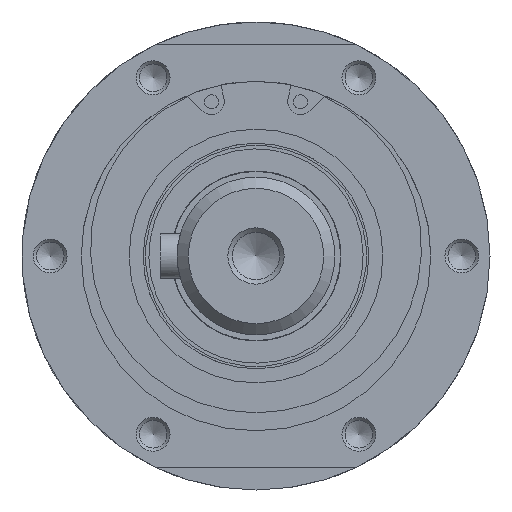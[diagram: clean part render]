
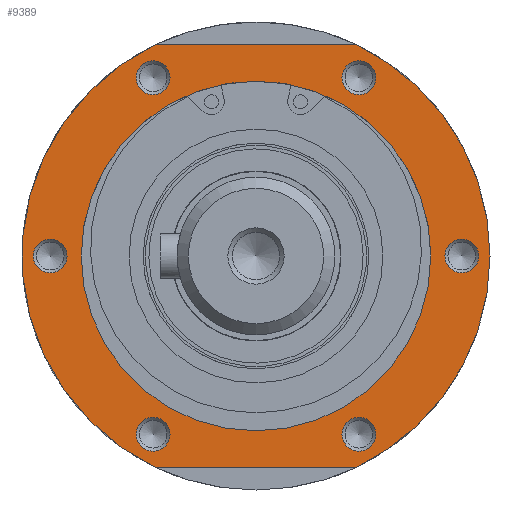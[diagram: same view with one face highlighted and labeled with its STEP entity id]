
A CAD part, left-side view. The second image highlights one B-rep face of the part: STEP entity #9389.
In plain terms, the highlighted planar face has unit normal (-1, 0, 0).
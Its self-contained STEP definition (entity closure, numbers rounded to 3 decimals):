
#664=FACE_BOUND('',#1661,.T.);
#665=FACE_BOUND('',#1662,.T.);
#666=FACE_BOUND('',#1663,.T.);
#667=FACE_BOUND('',#1664,.T.);
#668=FACE_BOUND('',#1665,.T.);
#669=FACE_BOUND('',#1666,.T.);
#670=FACE_BOUND('',#1667,.T.);
#742=PLANE('',#10259);
#1058=FACE_OUTER_BOUND('',#1660,.T.);
#1660=EDGE_LOOP('',(#6930,#6931,#6932,#6933,#6934));
#1661=EDGE_LOOP('',(#6935));
#1662=EDGE_LOOP('',(#6936));
#1663=EDGE_LOOP('',(#6937));
#1664=EDGE_LOOP('',(#6938,#6939));
#1665=EDGE_LOOP('',(#6940));
#1666=EDGE_LOOP('',(#6941));
#1667=EDGE_LOOP('',(#6942));
#2318=CIRCLE('',#10197,31.);
#2319=CIRCLE('',#10198,31.);
#2343=CIRCLE('',#10235,3.);
#2346=CIRCLE('',#10240,3.);
#2349=CIRCLE('',#10245,3.);
#2352=CIRCLE('',#10250,3.);
#2355=CIRCLE('',#10255,3.);
#2358=CIRCLE('',#10260,41.5);
#2359=CIRCLE('',#10261,41.5);
#2360=CIRCLE('',#10262,41.5);
#2361=CIRCLE('',#10263,3.);
#2993=LINE('',#15221,#3547);
#2994=LINE('',#15227,#3548);
#3547=VECTOR('',#12028,10.);
#3548=VECTOR('',#12033,10.);
#4180=VERTEX_POINT('',#15091);
#4181=VERTEX_POINT('',#15093);
#4210=VERTEX_POINT('',#15169);
#4213=VERTEX_POINT('',#15179);
#4216=VERTEX_POINT('',#15189);
#4219=VERTEX_POINT('',#15199);
#4222=VERTEX_POINT('',#15209);
#4225=VERTEX_POINT('',#15219);
#4226=VERTEX_POINT('',#15220);
#4227=VERTEX_POINT('',#15222);
#4228=VERTEX_POINT('',#15224);
#4229=VERTEX_POINT('',#15226);
#4230=VERTEX_POINT('',#15229);
#5193=EDGE_CURVE('',#4181,#4180,#2318,.T.);
#5194=EDGE_CURVE('',#4180,#4181,#2319,.T.);
#5227=EDGE_CURVE('',#4210,#4210,#2343,.T.);
#5232=EDGE_CURVE('',#4213,#4213,#2346,.T.);
#5237=EDGE_CURVE('',#4216,#4216,#2349,.T.);
#5242=EDGE_CURVE('',#4219,#4219,#2352,.T.);
#5247=EDGE_CURVE('',#4222,#4222,#2355,.T.);
#5252=EDGE_CURVE('',#4225,#4226,#2993,.T.);
#5253=EDGE_CURVE('',#4227,#4226,#2358,.T.);
#5254=EDGE_CURVE('',#4228,#4227,#2359,.T.);
#5255=EDGE_CURVE('',#4228,#4229,#2994,.T.);
#5256=EDGE_CURVE('',#4225,#4229,#2360,.T.);
#5257=EDGE_CURVE('',#4230,#4230,#2361,.T.);
#6930=ORIENTED_EDGE('',*,*,#5252,.T.);
#6931=ORIENTED_EDGE('',*,*,#5253,.F.);
#6932=ORIENTED_EDGE('',*,*,#5254,.F.);
#6933=ORIENTED_EDGE('',*,*,#5255,.T.);
#6934=ORIENTED_EDGE('',*,*,#5256,.F.);
#6935=ORIENTED_EDGE('',*,*,#5247,.F.);
#6936=ORIENTED_EDGE('',*,*,#5237,.F.);
#6937=ORIENTED_EDGE('',*,*,#5227,.F.);
#6938=ORIENTED_EDGE('',*,*,#5193,.T.);
#6939=ORIENTED_EDGE('',*,*,#5194,.T.);
#6940=ORIENTED_EDGE('',*,*,#5232,.F.);
#6941=ORIENTED_EDGE('',*,*,#5242,.F.);
#6942=ORIENTED_EDGE('',*,*,#5257,.F.);
#9389=ADVANCED_FACE('',(#1058,#664,#665,#666,#667,#668,#669,#670),#742,
 .T.);
#10197=AXIS2_PLACEMENT_3D('',#15094,#11883,#11884);
#10198=AXIS2_PLACEMENT_3D('',#15095,#11885,#11886);
#10235=AXIS2_PLACEMENT_3D('',#15170,#11968,#11969);
#10240=AXIS2_PLACEMENT_3D('',#15180,#11980,#11981);
#10245=AXIS2_PLACEMENT_3D('',#15190,#11992,#11993);
#10250=AXIS2_PLACEMENT_3D('',#15200,#12004,#12005);
#10255=AXIS2_PLACEMENT_3D('',#15210,#12016,#12017);
#10259=AXIS2_PLACEMENT_3D('',#15218,#12026,#12027);
#10260=AXIS2_PLACEMENT_3D('',#15223,#12029,#12030);
#10261=AXIS2_PLACEMENT_3D('',#15225,#12031,#12032);
#10262=AXIS2_PLACEMENT_3D('',#15228,#12034,#12035);
#10263=AXIS2_PLACEMENT_3D('',#15230,#12036,#12037);
#11883=DIRECTION('center_axis',(1.,0.,0.));
#11884=DIRECTION('ref_axis',(0.,1.,0.));
#11885=DIRECTION('center_axis',(1.,0.,0.));
#11886=DIRECTION('ref_axis',(0.,1.,0.));
#11968=DIRECTION('center_axis',(-1.,0.,0.));
#11969=DIRECTION('ref_axis',(0.,-0.866,-0.5));
#11980=DIRECTION('center_axis',(-1.,0.,0.));
#11981=DIRECTION('ref_axis',(0.,0.,
-1.));
#11992=DIRECTION('center_axis',(-1.,0.,0.));
#11993=DIRECTION('ref_axis',(0.,-0.866,0.5));
#12004=DIRECTION('center_axis',(-1.,0.,0.));
#12005=DIRECTION('ref_axis',(0.,0.866,-0.5));
#12016=DIRECTION('center_axis',(-1.,0.,0.));
#12017=DIRECTION('ref_axis',(0.,0.,
1.));
#12026=DIRECTION('center_axis',(-1.,0.,0.));
#12027=DIRECTION('ref_axis',(0.,0.,
1.));
#12028=DIRECTION('',(0.,-1.,0.));
#12029=DIRECTION('center_axis',(1.,0.,0.));
#12030=DIRECTION('ref_axis',(0.,1.,0.));
#12031=DIRECTION('center_axis',(1.,0.,0.));
#12032=DIRECTION('ref_axis',(0.,1.,0.));
#12033=DIRECTION('',(0.,1.,0.));
#12034=DIRECTION('center_axis',(1.,0.,0.));
#12035=DIRECTION('ref_axis',(0.,1.,0.));
#12036=DIRECTION('center_axis',(-1.,0.,0.));
#12037=DIRECTION('ref_axis',(0.,0.866,0.5));
#15091=CARTESIAN_POINT('',(-192.5,-31.,0.));
#15093=CARTESIAN_POINT('',(-192.5,31.,0.));
#15094=CARTESIAN_POINT('Origin',(-192.5,0.,
0.));
#15095=CARTESIAN_POINT('Origin',(-192.5,0.,
0.));
#15169=CARTESIAN_POINT('',(-192.5,20.848,-30.11));
#15170=CARTESIAN_POINT('Origin',(-192.5,18.25,-31.61));
#15179=CARTESIAN_POINT('',(-192.5,36.5,3.));
#15180=CARTESIAN_POINT('Origin',(-192.5,36.5,0.));
#15189=CARTESIAN_POINT('',(-192.5,-15.652,-33.11));
#15190=CARTESIAN_POINT('Origin',(-192.5,-18.25,-31.61));
#15199=CARTESIAN_POINT('',(-192.5,15.652,33.11));
#15200=CARTESIAN_POINT('Origin',(-192.5,18.25,31.61));
#15209=CARTESIAN_POINT('',(-192.5,-36.5,-3.));
#15210=CARTESIAN_POINT('Origin',(-192.5,-36.5,0.));
#15218=CARTESIAN_POINT('Origin',(-192.5,36.25,0.));
#15219=CARTESIAN_POINT('',(-192.5,17.776,-37.5));
#15220=CARTESIAN_POINT('',(-192.5,-17.776,-37.5));
#15221=CARTESIAN_POINT('',(-192.5,4.214,-37.5));
#15222=CARTESIAN_POINT('',(-192.5,-41.5,0.));
#15223=CARTESIAN_POINT('Origin',(-192.5,0.,
0.));
#15224=CARTESIAN_POINT('',(-192.5,-17.776,37.5));
#15225=CARTESIAN_POINT('Origin',(-192.5,0.,
0.));
#15226=CARTESIAN_POINT('',(-192.5,17.776,37.5));
#15227=CARTESIAN_POINT('',(-192.5,32.036,37.5));
#15228=CARTESIAN_POINT('Origin',(-192.5,0.,
0.));
#15229=CARTESIAN_POINT('',(-192.5,-20.848,30.11));
#15230=CARTESIAN_POINT('Origin',(-192.5,-18.25,31.61));
